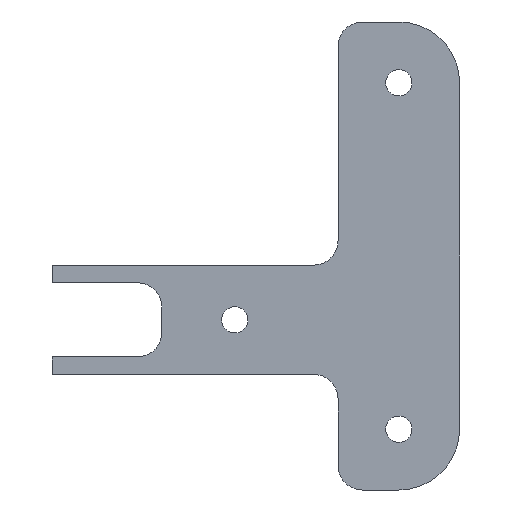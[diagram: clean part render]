
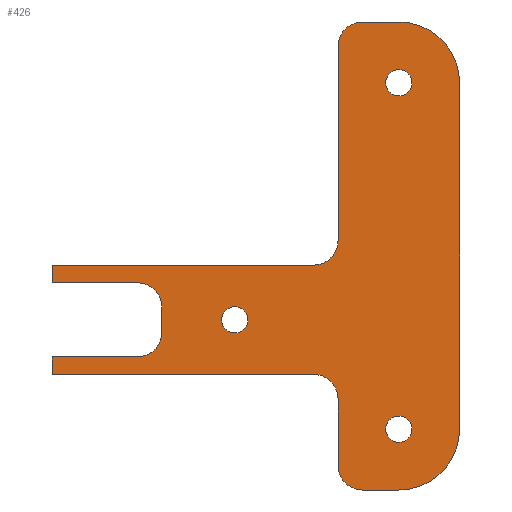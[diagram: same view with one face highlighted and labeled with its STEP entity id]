
A CAD part, left-side view. The second image highlights one B-rep face of the part: STEP entity #426.
In plain terms, the highlighted planar face has unit normal (-1, 0, 0).
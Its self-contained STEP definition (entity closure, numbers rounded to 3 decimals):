
#70=CARTESIAN_POINT('Vertex',(0.,46.,-6.1)) ;
#73=CARTESIAN_POINT('Axis2P3D Location',(0.,46.,-2.1)) ;
#77=CARTESIAN_POINT('Vertex',(0.,42.,-2.1)) ;
#188=CARTESIAN_POINT('Vertex',(0.,60.,-6.1)) ;
#191=CARTESIAN_POINT('Line Origine',(0.,53.,-6.1)) ;
#221=CARTESIAN_POINT('Axis2P3D Location',(0.,0.,0.)) ;
#226=CARTESIAN_POINT('Line Origine',(0.,60.,-7.55)) ;
#230=CARTESIAN_POINT('Vertex',(0.,60.,-9.)) ;
#233=CARTESIAN_POINT('Line Origine',(0.,38.5,-9.)) ;
#237=CARTESIAN_POINT('Vertex',(0.,17.,-9.)) ;
#240=CARTESIAN_POINT('Axis2P3D Location',(0.,17.,-13.)) ;
#244=CARTESIAN_POINT('Vertex',(0.,13.,-13.)) ;
#247=CARTESIAN_POINT('Line Origine',(0.,13.,-18.5)) ;
#251=CARTESIAN_POINT('Vertex',(0.,13.,-24.)) ;
#254=CARTESIAN_POINT('Axis2P3D Location',(0.,9.,-24.)) ;
#258=CARTESIAN_POINT('Vertex',(0.,9.,-28.)) ;
#261=CARTESIAN_POINT('Line Origine',(0.,6.,-28.)) ;
#265=CARTESIAN_POINT('Vertex',(0.,3.,-28.)) ;
#268=CARTESIAN_POINT('Axis2P3D Location',(0.,3.,-18.)) ;
#272=CARTESIAN_POINT('Vertex',(0.,-7.,-18.)) ;
#275=CARTESIAN_POINT('Line Origine',(0.,-7.,10.5)) ;
#279=CARTESIAN_POINT('Vertex',(0.,-7.,39.)) ;
#282=CARTESIAN_POINT('Axis2P3D Location',(0.,3.,39.)) ;
#286=CARTESIAN_POINT('Vertex',(0.,3.,49.)) ;
#289=CARTESIAN_POINT('Line Origine',(0.,6.,49.)) ;
#293=CARTESIAN_POINT('Vertex',(0.,9.,49.)) ;
#296=CARTESIAN_POINT('Axis2P3D Location',(0.,9.,45.)) ;
#300=CARTESIAN_POINT('Vertex',(0.,13.,45.)) ;
#303=CARTESIAN_POINT('Line Origine',(0.,13.,29.)) ;
#307=CARTESIAN_POINT('Vertex',(0.,13.,13.)) ;
#310=CARTESIAN_POINT('Axis2P3D Location',(0.,17.,13.)) ;
#314=CARTESIAN_POINT('Vertex',(0.,17.,9.)) ;
#317=CARTESIAN_POINT('Line Origine',(0.,38.5,9.)) ;
#321=CARTESIAN_POINT('Vertex',(0.,60.,9.)) ;
#324=CARTESIAN_POINT('Line Origine',(0.,60.,7.55)) ;
#328=CARTESIAN_POINT('Vertex',(0.,60.,6.1)) ;
#331=CARTESIAN_POINT('Line Origine',(0.,53.,6.1)) ;
#335=CARTESIAN_POINT('Vertex',(0.,46.,6.1)) ;
#338=CARTESIAN_POINT('Axis2P3D Location',(0.,46.,2.1)) ;
#342=CARTESIAN_POINT('Vertex',(0.,42.,2.1)) ;
#345=CARTESIAN_POINT('Line Origine',(0.,42.,0.)) ;
#372=CARTESIAN_POINT('Axis2P3D Location',(0.,3.,-18.)) ;
#376=CARTESIAN_POINT('Vertex',(0.,0.85,-18.)) ;
#378=CARTESIAN_POINT('Vertex',(0.,5.15,-18.)) ;
#381=CARTESIAN_POINT('Axis2P3D Location',(0.,3.,-18.)) ;
#390=CARTESIAN_POINT('Axis2P3D Location',(0.,3.,39.)) ;
#394=CARTESIAN_POINT('Vertex',(0.,0.85,39.)) ;
#396=CARTESIAN_POINT('Vertex',(0.,5.15,39.)) ;
#399=CARTESIAN_POINT('Axis2P3D Location',(0.,3.,39.)) ;
#408=CARTESIAN_POINT('Axis2P3D Location',(0.,30.,0.)) ;
#412=CARTESIAN_POINT('Vertex',(0.,27.85,0.)) ;
#414=CARTESIAN_POINT('Vertex',(0.,32.15,0.)) ;
#417=CARTESIAN_POINT('Axis2P3D Location',(0.,30.,0.)) ;
#74=DIRECTION('Axis2P3D Direction',(1.,0.,0.)) ;
#192=DIRECTION('Vector Direction',(0.,-1.,0.)) ;
#222=DIRECTION('Axis2P3D Direction',(-1.,0.,0.)) ;
#223=DIRECTION('Axis2P3D XDirection',(0.,-1.,0.)) ;
#227=DIRECTION('Vector Direction',(0.,0.,1.)) ;
#234=DIRECTION('Vector Direction',(0.,1.,0.)) ;
#241=DIRECTION('Axis2P3D Direction',(-1.,0.,0.)) ;
#248=DIRECTION('Vector Direction',(0.,0.,1.)) ;
#255=DIRECTION('Axis2P3D Direction',(-1.,0.,0.)) ;
#262=DIRECTION('Vector Direction',(0.,1.,0.)) ;
#269=DIRECTION('Axis2P3D Direction',(-1.,0.,0.)) ;
#276=DIRECTION('Vector Direction',(0.,0.,-1.)) ;
#283=DIRECTION('Axis2P3D Direction',(-1.,0.,0.)) ;
#290=DIRECTION('Vector Direction',(0.,-1.,0.)) ;
#297=DIRECTION('Axis2P3D Direction',(-1.,0.,0.)) ;
#304=DIRECTION('Vector Direction',(0.,0.,1.)) ;
#311=DIRECTION('Axis2P3D Direction',(-1.,0.,0.)) ;
#318=DIRECTION('Vector Direction',(0.,-1.,0.)) ;
#325=DIRECTION('Vector Direction',(0.,0.,1.)) ;
#332=DIRECTION('Vector Direction',(0.,-1.,0.)) ;
#339=DIRECTION('Axis2P3D Direction',(-1.,0.,0.)) ;
#346=DIRECTION('Vector Direction',(0.,0.,1.)) ;
#373=DIRECTION('Axis2P3D Direction',(-1.,0.,0.)) ;
#382=DIRECTION('Axis2P3D Direction',(-1.,0.,0.)) ;
#391=DIRECTION('Axis2P3D Direction',(-1.,0.,0.)) ;
#400=DIRECTION('Axis2P3D Direction',(-1.,0.,0.)) ;
#409=DIRECTION('Axis2P3D Direction',(-1.,0.,0.)) ;
#418=DIRECTION('Axis2P3D Direction',(-1.,0.,0.)) ;
#75=AXIS2_PLACEMENT_3D('Circle Axis2P3D',#73,#74,$) ;
#224=AXIS2_PLACEMENT_3D('Plane Axis2P3D',#221,#222,#223) ;
#242=AXIS2_PLACEMENT_3D('Circle Axis2P3D',#240,#241,$) ;
#256=AXIS2_PLACEMENT_3D('Circle Axis2P3D',#254,#255,$) ;
#270=AXIS2_PLACEMENT_3D('Circle Axis2P3D',#268,#269,$) ;
#284=AXIS2_PLACEMENT_3D('Circle Axis2P3D',#282,#283,$) ;
#298=AXIS2_PLACEMENT_3D('Circle Axis2P3D',#296,#297,$) ;
#312=AXIS2_PLACEMENT_3D('Circle Axis2P3D',#310,#311,$) ;
#340=AXIS2_PLACEMENT_3D('Circle Axis2P3D',#338,#339,$) ;
#374=AXIS2_PLACEMENT_3D('Circle Axis2P3D',#372,#373,$) ;
#383=AXIS2_PLACEMENT_3D('Circle Axis2P3D',#381,#382,$) ;
#392=AXIS2_PLACEMENT_3D('Circle Axis2P3D',#390,#391,$) ;
#401=AXIS2_PLACEMENT_3D('Circle Axis2P3D',#399,#400,$) ;
#410=AXIS2_PLACEMENT_3D('Circle Axis2P3D',#408,#409,$) ;
#419=AXIS2_PLACEMENT_3D('Circle Axis2P3D',#417,#418,$) ;
#351=ORIENTED_EDGE('',*,*,#79,.F.) ;
#352=ORIENTED_EDGE('',*,*,#195,.F.) ;
#353=ORIENTED_EDGE('',*,*,#232,.T.) ;
#354=ORIENTED_EDGE('',*,*,#239,.T.) ;
#355=ORIENTED_EDGE('',*,*,#246,.F.) ;
#356=ORIENTED_EDGE('',*,*,#253,.T.) ;
#357=ORIENTED_EDGE('',*,*,#260,.T.) ;
#358=ORIENTED_EDGE('',*,*,#267,.T.) ;
#359=ORIENTED_EDGE('',*,*,#274,.T.) ;
#360=ORIENTED_EDGE('',*,*,#281,.T.) ;
#361=ORIENTED_EDGE('',*,*,#288,.T.) ;
#362=ORIENTED_EDGE('',*,*,#295,.T.) ;
#363=ORIENTED_EDGE('',*,*,#302,.T.) ;
#364=ORIENTED_EDGE('',*,*,#309,.T.) ;
#365=ORIENTED_EDGE('',*,*,#316,.F.) ;
#366=ORIENTED_EDGE('',*,*,#323,.T.) ;
#367=ORIENTED_EDGE('',*,*,#330,.T.) ;
#368=ORIENTED_EDGE('',*,*,#337,.T.) ;
#369=ORIENTED_EDGE('',*,*,#344,.F.) ;
#370=ORIENTED_EDGE('',*,*,#349,.F.) ;
#387=ORIENTED_EDGE('',*,*,#380,.F.) ;
#388=ORIENTED_EDGE('',*,*,#385,.F.) ;
#405=ORIENTED_EDGE('',*,*,#398,.F.) ;
#406=ORIENTED_EDGE('',*,*,#403,.F.) ;
#423=ORIENTED_EDGE('',*,*,#416,.F.) ;
#424=ORIENTED_EDGE('',*,*,#421,.F.) ;
#389=FACE_BOUND('',#386,.T.) ;
#407=FACE_BOUND('',#404,.T.) ;
#425=FACE_BOUND('',#422,.T.) ;
#193=VECTOR('Line Direction',#192,1.) ;
#228=VECTOR('Line Direction',#227,1.) ;
#235=VECTOR('Line Direction',#234,1.) ;
#249=VECTOR('Line Direction',#248,1.) ;
#263=VECTOR('Line Direction',#262,1.) ;
#277=VECTOR('Line Direction',#276,1.) ;
#291=VECTOR('Line Direction',#290,1.) ;
#305=VECTOR('Line Direction',#304,1.) ;
#319=VECTOR('Line Direction',#318,1.) ;
#326=VECTOR('Line Direction',#325,1.) ;
#333=VECTOR('Line Direction',#332,1.) ;
#347=VECTOR('Line Direction',#346,1.) ;
#426=ADVANCED_FACE('Corps principal',(#371,#389,#407,#425),#225,.T.) ;
#76=CIRCLE('generated circle',#75,4.) ;
#243=CIRCLE('generated circle',#242,4.) ;
#257=CIRCLE('generated circle',#256,4.) ;
#271=CIRCLE('generated circle',#270,10.) ;
#285=CIRCLE('generated circle',#284,10.) ;
#299=CIRCLE('generated circle',#298,4.) ;
#313=CIRCLE('generated circle',#312,4.) ;
#341=CIRCLE('generated circle',#340,4.) ;
#375=CIRCLE('generated circle',#374,2.15) ;
#384=CIRCLE('generated circle',#383,2.15) ;
#393=CIRCLE('generated circle',#392,2.15) ;
#402=CIRCLE('generated circle',#401,2.15) ;
#411=CIRCLE('generated circle',#410,2.15) ;
#420=CIRCLE('generated circle',#419,2.15) ;
#79=EDGE_CURVE('',#71,#78,#76,.F.) ;
#195=EDGE_CURVE('',#189,#71,#194,.T.) ;
#232=EDGE_CURVE('',#189,#231,#229,.F.) ;
#239=EDGE_CURVE('',#231,#238,#236,.F.) ;
#246=EDGE_CURVE('',#245,#238,#243,.T.) ;
#253=EDGE_CURVE('',#245,#252,#250,.F.) ;
#260=EDGE_CURVE('',#252,#259,#257,.T.) ;
#267=EDGE_CURVE('',#259,#266,#264,.F.) ;
#274=EDGE_CURVE('',#266,#273,#271,.T.) ;
#281=EDGE_CURVE('',#273,#280,#278,.F.) ;
#288=EDGE_CURVE('',#280,#287,#285,.T.) ;
#295=EDGE_CURVE('',#287,#294,#292,.F.) ;
#302=EDGE_CURVE('',#294,#301,#299,.T.) ;
#309=EDGE_CURVE('',#301,#308,#306,.F.) ;
#316=EDGE_CURVE('',#315,#308,#313,.T.) ;
#323=EDGE_CURVE('',#315,#322,#320,.F.) ;
#330=EDGE_CURVE('',#322,#329,#327,.F.) ;
#337=EDGE_CURVE('',#329,#336,#334,.T.) ;
#344=EDGE_CURVE('',#343,#336,#341,.T.) ;
#349=EDGE_CURVE('',#78,#343,#348,.T.) ;
#380=EDGE_CURVE('',#377,#379,#375,.T.) ;
#385=EDGE_CURVE('',#379,#377,#384,.T.) ;
#398=EDGE_CURVE('',#395,#397,#393,.T.) ;
#403=EDGE_CURVE('',#397,#395,#402,.T.) ;
#416=EDGE_CURVE('',#413,#415,#411,.T.) ;
#421=EDGE_CURVE('',#415,#413,#420,.T.) ;
#350=EDGE_LOOP('',(#351,#352,#353,#354,#355,#356,#357,#358,#359,#360,#361,#362,#363,#364,#365,#366,#367,#368,#369,#370)) ;
#386=EDGE_LOOP('',(#387,#388)) ;
#404=EDGE_LOOP('',(#405,#406)) ;
#422=EDGE_LOOP('',(#423,#424)) ;
#371=FACE_OUTER_BOUND('',#350,.T.) ;
#194=LINE('Line',#191,#193) ;
#229=LINE('Line',#226,#228) ;
#236=LINE('Line',#233,#235) ;
#250=LINE('Line',#247,#249) ;
#264=LINE('Line',#261,#263) ;
#278=LINE('Line',#275,#277) ;
#292=LINE('Line',#289,#291) ;
#306=LINE('Line',#303,#305) ;
#320=LINE('Line',#317,#319) ;
#327=LINE('Line',#324,#326) ;
#334=LINE('Line',#331,#333) ;
#348=LINE('Line',#345,#347) ;
#225=PLANE('Plane',#224) ;
#71=VERTEX_POINT('',#70) ;
#78=VERTEX_POINT('',#77) ;
#189=VERTEX_POINT('',#188) ;
#231=VERTEX_POINT('',#230) ;
#238=VERTEX_POINT('',#237) ;
#245=VERTEX_POINT('',#244) ;
#252=VERTEX_POINT('',#251) ;
#259=VERTEX_POINT('',#258) ;
#266=VERTEX_POINT('',#265) ;
#273=VERTEX_POINT('',#272) ;
#280=VERTEX_POINT('',#279) ;
#287=VERTEX_POINT('',#286) ;
#294=VERTEX_POINT('',#293) ;
#301=VERTEX_POINT('',#300) ;
#308=VERTEX_POINT('',#307) ;
#315=VERTEX_POINT('',#314) ;
#322=VERTEX_POINT('',#321) ;
#329=VERTEX_POINT('',#328) ;
#336=VERTEX_POINT('',#335) ;
#343=VERTEX_POINT('',#342) ;
#377=VERTEX_POINT('',#376) ;
#379=VERTEX_POINT('',#378) ;
#395=VERTEX_POINT('',#394) ;
#397=VERTEX_POINT('',#396) ;
#413=VERTEX_POINT('',#412) ;
#415=VERTEX_POINT('',#414) ;
